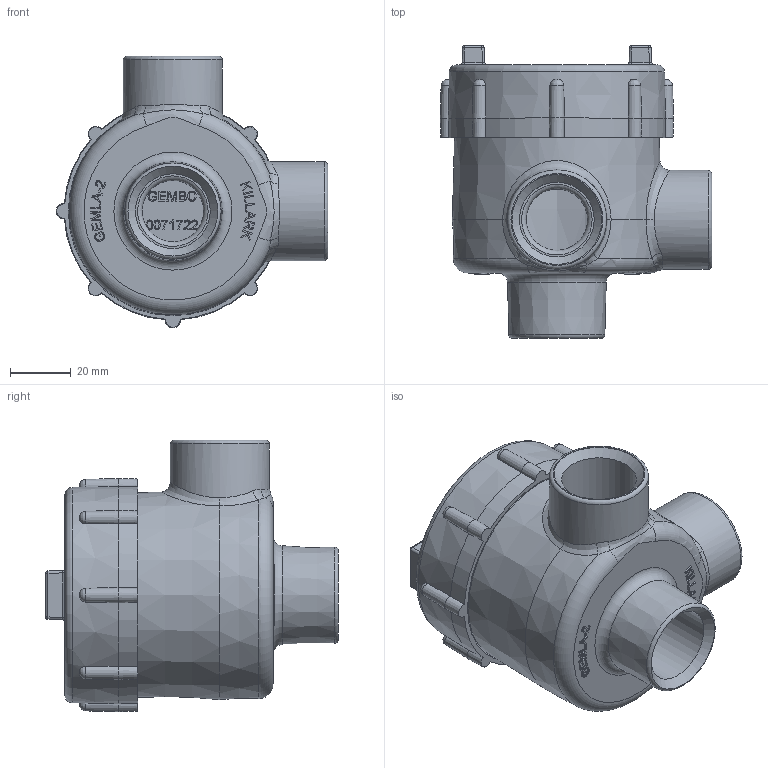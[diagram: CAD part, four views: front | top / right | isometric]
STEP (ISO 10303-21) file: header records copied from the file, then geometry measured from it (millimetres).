
FILE_DESCRIPTION(/* description */ (''),/* implementation_level */ '2;1');
FILE_NAME(/* name */ 'KIL_GEMLA-2.stp',/* time_stamp */ '2021-05-10T17:36:11+05:00',/* author */ ('kr'),/* organization */ (''),/* preprocessor_version */ 'ST-DEVELOPER v18',/* originating_system */ 'Autodesk Inventor 2020',/* authorisation */ '');
FILE_SCHEMA (('AUTOMOTIVE_DESIGN { 1 0 10303 214 3 1 1 }'));
Length unit declared in the file: inch
Products named in the file (3): GEMLA-2; 03975-2; 22491
Assembly tree (2 placements, depth 2):
  GEMLA-2
    03975-2
    22491
Bounding box: 89.05 x 96.04 x 89.05 mm (x, y, z)
Volume: 131832.1 mm3; surface area: 57005.2 mm2
Topology: 2 solids, 2 shells, 583 faces, 1459 edges, 935 vertices
Faces by surface type: plane 302, bspline 155, cylinder 48, cone 43, torus 25, sphere 10
Full cylindrical faces by diameter (mm): 3.52 x1, 20.117 x3, 24.511 x3, 32.537 x2, 64.77 x1, 66.421 x1
Entity records: 24688 total; most frequent: CARTESIAN_POINT 11481, ORIENTED_EDGE 2912, DIRECTION 2362, EDGE_CURVE 1456, VERTEX_POINT 935, LINE 808, VECTOR 808, AXIS2_PLACEMENT_3D 777
